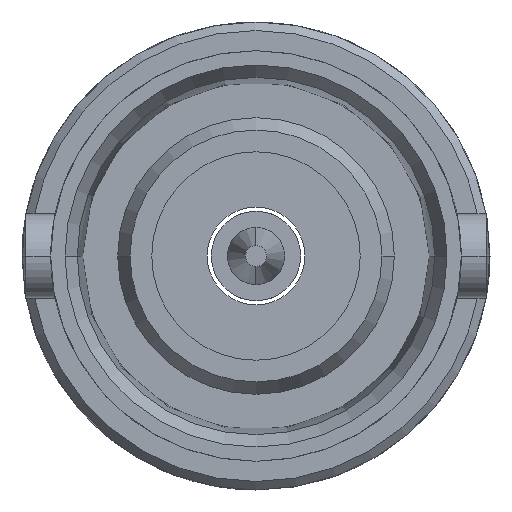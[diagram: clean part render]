
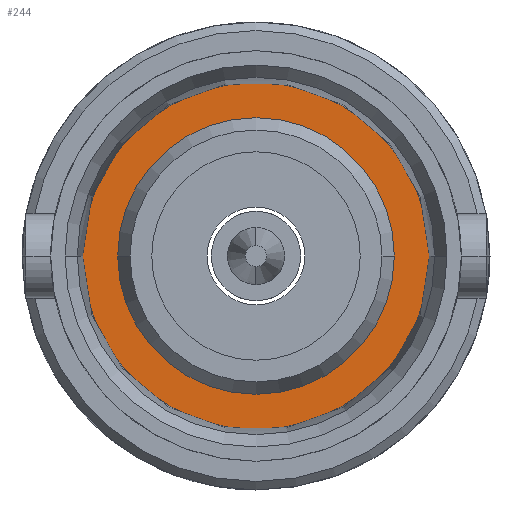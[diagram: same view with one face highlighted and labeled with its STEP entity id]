
A CAD part, left-side view. The second image highlights one B-rep face of the part: STEP entity #244.
In plain terms, the highlighted planar face has unit normal (-1, 0, 0).
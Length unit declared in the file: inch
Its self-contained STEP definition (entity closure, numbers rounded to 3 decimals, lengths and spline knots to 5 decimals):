
#15 = CARTESIAN_POINT ( 'NONE',  ( 0.62992, 0., 0. ) ) ;
#100 = EDGE_CURVE ( 'NONE', #2037, #775, #2284, .T. ) ;
#120 = DIRECTION ( 'NONE',  ( 0., 0., 1. ) ) ;
#121 = ORIENTED_EDGE ( 'NONE', *, *, #2264, .F. ) ;
#131 = EDGE_LOOP ( 'NONE', ( #1786, #1687 ) ) ;
#235 = ORIENTED_EDGE ( 'NONE', *, *, #2513, .F. ) ;
#244 = ADVANCED_FACE ( 'NONE', ( #2733, #1684 ), #3048, .T. ) ;
#276 = CIRCLE ( 'NONE', #2243, 0.12795 ) ;
#281 = DIRECTION ( 'NONE',  ( 0., 1., 0. ) ) ;
#499 = CARTESIAN_POINT ( 'NONE',  ( 0.62992, 0., 0. ) ) ;
#553 = CIRCLE ( 'NONE', #2644, 0.16043 ) ;
#615 = AXIS2_PLACEMENT_3D ( 'NONE', #15, #3210, #281 ) ;
#775 = VERTEX_POINT ( 'NONE', #972 ) ;
#965 = DIRECTION ( 'NONE',  ( 1., 0., 0. ) ) ;
#972 = CARTESIAN_POINT ( 'NONE',  ( 0.62992, -0.16043, 0. ) ) ;
#979 = DIRECTION ( 'NONE',  ( -1., 0., 0. ) ) ;
#1196 = VERTEX_POINT ( 'NONE', #2544 ) ;
#1538 = EDGE_LOOP ( 'NONE', ( #235, #121 ) ) ;
#1665 = DIRECTION ( 'NONE',  ( -1., 0., 0. ) ) ;
#1684 = FACE_OUTER_BOUND ( 'NONE', #131, .T. ) ;
#1687 = ORIENTED_EDGE ( 'NONE', *, *, #100, .F. ) ;
#1714 = CARTESIAN_POINT ( 'NONE',  ( 0.62992, 0., 0. ) ) ;
#1729 = DIRECTION ( 'NONE',  ( 0., -1., 0. ) ) ;
#1786 = ORIENTED_EDGE ( 'NONE', *, *, #3164, .T. ) ;
#1942 = AXIS2_PLACEMENT_3D ( 'NONE', #1714, #1665, #120 ) ;
#2035 = DIRECTION ( 'NONE',  ( 0., 1., 0. ) ) ;
#2037 = VERTEX_POINT ( 'NONE', #3307 ) ;
#2047 = DIRECTION ( 'NONE',  ( 0., 1., 0. ) ) ;
#2243 = AXIS2_PLACEMENT_3D ( 'NONE', #2889, #2833, #1729 ) ;
#2264 = EDGE_CURVE ( 'NONE', #2634, #1196, #2306, .T. ) ;
#2284 = CIRCLE ( 'NONE', #3480, 0.16043 ) ;
#2306 = CIRCLE ( 'NONE', #615, 0.12795 ) ;
#2513 = EDGE_CURVE ( 'NONE', #1196, #2634, #276, .T. ) ;
#2544 = CARTESIAN_POINT ( 'NONE',  ( 0.62992, -0.12795, 0. ) ) ;
#2634 = VERTEX_POINT ( 'NONE', #2636 ) ;
#2636 = CARTESIAN_POINT ( 'NONE',  ( 0.62992, 0.12795, 0. ) ) ;
#2644 = AXIS2_PLACEMENT_3D ( 'NONE', #3406, #979, #2047 ) ;
#2733 = FACE_BOUND ( 'NONE', #1538, .T. ) ;
#2833 = DIRECTION ( 'NONE',  ( -1., 0., 0. ) ) ;
#2889 = CARTESIAN_POINT ( 'NONE',  ( 0.62992, 0., 0. ) ) ;
#3048 = PLANE ( 'NONE',  #1942 ) ;
#3164 = EDGE_CURVE ( 'NONE', #2037, #775, #553, .T. ) ;
#3210 = DIRECTION ( 'NONE',  ( -1., 0., 0. ) ) ;
#3307 = CARTESIAN_POINT ( 'NONE',  ( 0.62992, 0.16043, 0. ) ) ;
#3406 = CARTESIAN_POINT ( 'NONE',  ( 0.62992, 0., 0. ) ) ;
#3480 = AXIS2_PLACEMENT_3D ( 'NONE', #499, #965, #2035 ) ;
